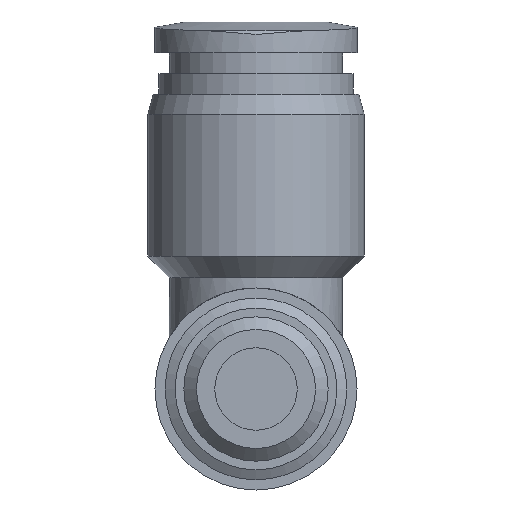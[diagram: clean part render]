
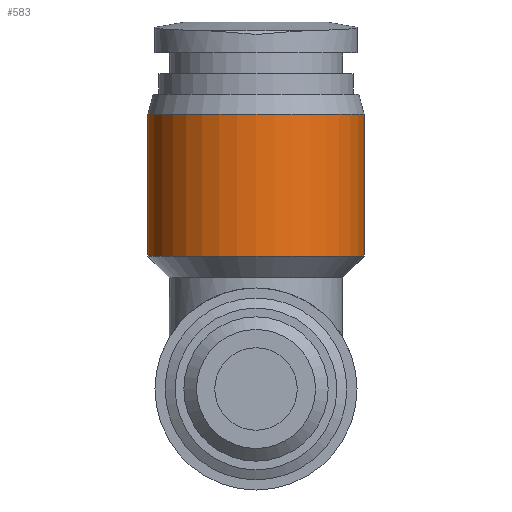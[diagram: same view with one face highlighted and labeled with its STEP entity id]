
A CAD part, front view. The second image highlights one B-rep face of the part: STEP entity #583.
In plain terms, the highlighted cylindrical face has radius 5.25 mm (diameter 10.5 mm), a full revolution.
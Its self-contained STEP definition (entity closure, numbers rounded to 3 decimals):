
#44=CYLINDRICAL_SURFACE('',#648,5.25);
#62=CIRCLE('',#647,5.25);
#63=CIRCLE('',#649,5.25);
#107=ORIENTED_EDGE('',*,*,#244,.F.);
#108=ORIENTED_EDGE('',*,*,#243,.T.);
#243=EDGE_CURVE('',#312,#312,#62,.T.);
#244=EDGE_CURVE('',#313,#313,#63,.T.);
#312=VERTEX_POINT('',#960);
#313=VERTEX_POINT('',#963);
#411=EDGE_LOOP('',(#107));
#412=EDGE_LOOP('',(#108));
#489=FACE_BOUND('',#411,.T.);
#490=FACE_BOUND('',#412,.T.);
#583=ADVANCED_FACE('',(#489,#490),#44,.T.);
#647=AXIS2_PLACEMENT_3D('',#959,#746,#747);
#648=AXIS2_PLACEMENT_3D('',#961,#748,#749);
#649=AXIS2_PLACEMENT_3D('',#962,#750,#751);
#746=DIRECTION('',(0.,0.,1.));
#747=DIRECTION('',(1.,0.,0.));
#748=DIRECTION('',(0.,0.,1.));
#749=DIRECTION('',(1.,0.,0.));
#750=DIRECTION('',(0.,0.,1.));
#751=DIRECTION('',(1.,0.,0.));
#959=CARTESIAN_POINT('',(0.,0.,6.45));
#960=CARTESIAN_POINT('',(5.25,0.,6.45));
#961=CARTESIAN_POINT('',(0.,0.,17.8));
#962=CARTESIAN_POINT('',(0.,0.,13.32));
#963=CARTESIAN_POINT('',(5.25,0.,13.32));
